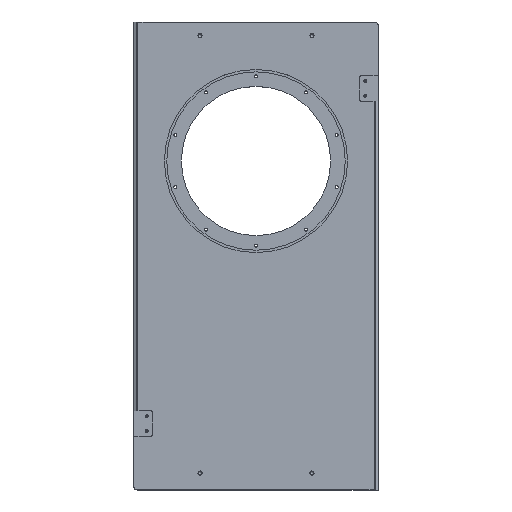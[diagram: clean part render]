
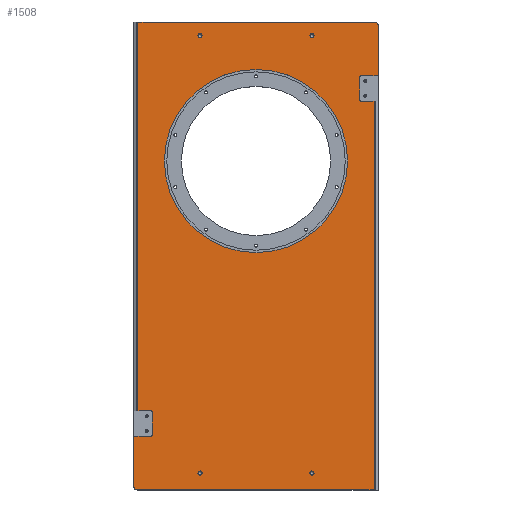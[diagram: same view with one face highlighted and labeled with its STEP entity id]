
A CAD part, top view. The second image highlights one B-rep face of the part: STEP entity #1508.
In plain terms, the highlighted planar face has unit normal (0, 0, 1).
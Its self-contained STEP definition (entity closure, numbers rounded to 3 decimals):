
#45=LINE('',#2349,#160);
#52=LINE('',#2364,#167);
#61=LINE('',#2382,#176);
#68=LINE('',#2396,#183);
#73=LINE('',#2407,#188);
#74=LINE('',#2409,#189);
#75=LINE('',#2413,#190);
#76=LINE('',#2416,#191);
#77=LINE('',#2419,#192);
#78=LINE('',#2421,#193);
#79=LINE('',#2425,#194);
#80=LINE('',#2428,#195);
#160=VECTOR('',#1865,349.);
#167=VECTOR('',#1874,349.);
#176=VECTOR('',#1885,74.);
#183=VECTOR('',#1894,74.);
#188=VECTOR('',#1903,573.);
#189=VECTOR('',#1904,18.);
#190=VECTOR('',#1907,32.);
#191=VECTOR('',#1910,24.);
#192=VECTOR('',#1913,573.);
#193=VECTOR('',#1914,18.);
#194=VECTOR('',#1917,32.);
#195=VECTOR('',#1920,24.);
#313=FACE_BOUND('',#464,.T.);
#314=FACE_BOUND('',#465,.T.);
#315=FACE_BOUND('',#466,.T.);
#316=FACE_BOUND('',#467,.T.);
#317=FACE_BOUND('',#468,.T.);
#363=FACE_OUTER_BOUND('',#463,.T.);
#463=EDGE_LOOP('',(#1109,#1110,#1111,#1112,#1113,#1114,#1115,#1116,#1117,
#1118,#1119,#1120,#1121,#1122,#1123,#1124,#1125,#1126));
#464=EDGE_LOOP('',(#1127));
#465=EDGE_LOOP('',(#1128));
#466=EDGE_LOOP('',(#1129));
#467=EDGE_LOOP('',(#1130));
#468=EDGE_LOOP('',(#1131));
#594=CIRCLE('',#1634,5.);
#595=CIRCLE('',#1635,3.);
#596=CIRCLE('',#1636,3.);
#597=CIRCLE('',#1637,5.);
#598=CIRCLE('',#1638,3.);
#599=CIRCLE('',#1639,3.);
#600=CIRCLE('',#1640,135.);
#601=CIRCLE('',#1641,3.);
#602=CIRCLE('',#1642,3.);
#603=CIRCLE('',#1643,3.);
#604=CIRCLE('',#1644,3.);
#690=VERTEX_POINT('',#2347);
#691=VERTEX_POINT('',#2348);
#697=VERTEX_POINT('',#2362);
#698=VERTEX_POINT('',#2363);
#705=VERTEX_POINT('',#2379);
#706=VERTEX_POINT('',#2381);
#711=VERTEX_POINT('',#2393);
#712=VERTEX_POINT('',#2395);
#716=VERTEX_POINT('',#2406);
#717=VERTEX_POINT('',#2408);
#718=VERTEX_POINT('',#2410);
#719=VERTEX_POINT('',#2412);
#720=VERTEX_POINT('',#2414);
#721=VERTEX_POINT('',#2418);
#722=VERTEX_POINT('',#2420);
#723=VERTEX_POINT('',#2422);
#724=VERTEX_POINT('',#2424);
#725=VERTEX_POINT('',#2426);
#726=VERTEX_POINT('',#2429);
#727=VERTEX_POINT('',#2431);
#728=VERTEX_POINT('',#2433);
#729=VERTEX_POINT('',#2435);
#730=VERTEX_POINT('',#2437);
#844=EDGE_CURVE('',#690,#691,#45,.T.);
#851=EDGE_CURVE('',#697,#698,#52,.T.);
#860=EDGE_CURVE('',#706,#705,#61,.T.);
#867=EDGE_CURVE('',#712,#711,#68,.T.);
#872=EDGE_CURVE('',#711,#697,#594,.T.);
#873=EDGE_CURVE('',#716,#698,#73,.T.);
#874=EDGE_CURVE('',#717,#716,#74,.T.);
#875=EDGE_CURVE('',#717,#718,#595,.F.);
#876=EDGE_CURVE('',#719,#718,#75,.T.);
#877=EDGE_CURVE('',#719,#720,#596,.F.);
#878=EDGE_CURVE('',#706,#720,#76,.T.);
#879=EDGE_CURVE('',#705,#690,#597,.T.);
#880=EDGE_CURVE('',#721,#691,#77,.T.);
#881=EDGE_CURVE('',#722,#721,#78,.T.);
#882=EDGE_CURVE('',#722,#723,#598,.F.);
#883=EDGE_CURVE('',#724,#723,#79,.T.);
#884=EDGE_CURVE('',#724,#725,#599,.F.);
#885=EDGE_CURVE('',#712,#725,#80,.T.);
#886=EDGE_CURVE('',#726,#726,#600,.T.);
#887=EDGE_CURVE('',#727,#727,#601,.F.);
#888=EDGE_CURVE('',#728,#728,#602,.F.);
#889=EDGE_CURVE('',#729,#729,#603,.F.);
#890=EDGE_CURVE('',#730,#730,#604,.F.);
#1109=ORIENTED_EDGE('',*,*,#867,.T.);
#1110=ORIENTED_EDGE('',*,*,#872,.T.);
#1111=ORIENTED_EDGE('',*,*,#851,.T.);
#1112=ORIENTED_EDGE('',*,*,#873,.F.);
#1113=ORIENTED_EDGE('',*,*,#874,.F.);
#1114=ORIENTED_EDGE('',*,*,#875,.T.);
#1115=ORIENTED_EDGE('',*,*,#876,.F.);
#1116=ORIENTED_EDGE('',*,*,#877,.T.);
#1117=ORIENTED_EDGE('',*,*,#878,.F.);
#1118=ORIENTED_EDGE('',*,*,#860,.T.);
#1119=ORIENTED_EDGE('',*,*,#879,.T.);
#1120=ORIENTED_EDGE('',*,*,#844,.T.);
#1121=ORIENTED_EDGE('',*,*,#880,.F.);
#1122=ORIENTED_EDGE('',*,*,#881,.F.);
#1123=ORIENTED_EDGE('',*,*,#882,.T.);
#1124=ORIENTED_EDGE('',*,*,#883,.F.);
#1125=ORIENTED_EDGE('',*,*,#884,.T.);
#1126=ORIENTED_EDGE('',*,*,#885,.F.);
#1127=ORIENTED_EDGE('',*,*,#886,.F.);
#1128=ORIENTED_EDGE('',*,*,#887,.T.);
#1129=ORIENTED_EDGE('',*,*,#888,.T.);
#1130=ORIENTED_EDGE('',*,*,#889,.T.);
#1131=ORIENTED_EDGE('',*,*,#890,.T.);
#1462=PLANE('',#1633);
#1508=ADVANCED_FACE('',(#363,#313,#314,#315,#316,#317),#1462,.T.);
#1633=AXIS2_PLACEMENT_3D('',#2404,#1899,#1900);
#1634=AXIS2_PLACEMENT_3D('',#2405,#1901,#1902);
#1635=AXIS2_PLACEMENT_3D('',#2411,#1905,#1906);
#1636=AXIS2_PLACEMENT_3D('',#2415,#1908,#1909);
#1637=AXIS2_PLACEMENT_3D('',#2417,#1911,#1912);
#1638=AXIS2_PLACEMENT_3D('',#2423,#1915,#1916);
#1639=AXIS2_PLACEMENT_3D('',#2427,#1918,#1919);
#1640=AXIS2_PLACEMENT_3D('',#2430,#1921,#1922);
#1641=AXIS2_PLACEMENT_3D('',#2432,#1923,#1924);
#1642=AXIS2_PLACEMENT_3D('',#2434,#1925,#1926);
#1643=AXIS2_PLACEMENT_3D('',#2436,#1927,#1928);
#1644=AXIS2_PLACEMENT_3D('',#2438,#1929,#1930);
#1865=DIRECTION('',(1.,0.,0.));
#1874=DIRECTION('',(-1.,0.,0.));
#1885=DIRECTION('',(0.,-1.,0.));
#1894=DIRECTION('',(0.,1.,0.));
#1899=DIRECTION('center_axis',(0.,0.,1.));
#1900=DIRECTION('ref_axis',(1.,0.,0.));
#1901=DIRECTION('center_axis',(0.,0.,1.));
#1902=DIRECTION('ref_axis',(1.,0.,0.));
#1903=DIRECTION('',(0.,1.,0.));
#1904=DIRECTION('',(-1.,0.,0.));
#1905=DIRECTION('center_axis',(0.,0.,1.));
#1906=DIRECTION('ref_axis',(1.,0.,0.));
#1907=DIRECTION('',(0.,1.,0.));
#1908=DIRECTION('center_axis',(0.,0.,1.));
#1909=DIRECTION('ref_axis',(1.,0.,0.));
#1910=DIRECTION('',(1.,0.,0.));
#1911=DIRECTION('center_axis',(0.,0.,1.));
#1912=DIRECTION('ref_axis',(1.,0.,0.));
#1913=DIRECTION('',(0.,-1.,0.));
#1914=DIRECTION('',(1.,0.,0.));
#1915=DIRECTION('center_axis',(0.,0.,1.));
#1916=DIRECTION('ref_axis',(1.,0.,0.));
#1917=DIRECTION('',(0.,-1.,0.));
#1918=DIRECTION('center_axis',(0.,0.,1.));
#1919=DIRECTION('ref_axis',(1.,0.,0.));
#1920=DIRECTION('',(-1.,0.,0.));
#1921=DIRECTION('center_axis',(0.,0.,1.));
#1922=DIRECTION('ref_axis',(1.,0.,0.));
#1923=DIRECTION('center_axis',(0.,0.,1.));
#1924=DIRECTION('ref_axis',(1.,0.,0.));
#1925=DIRECTION('center_axis',(0.,0.,1.));
#1926=DIRECTION('ref_axis',(1.,0.,0.));
#1927=DIRECTION('center_axis',(0.,0.,1.));
#1928=DIRECTION('ref_axis',(1.,0.,0.));
#1929=DIRECTION('center_axis',(0.,0.,1.));
#1930=DIRECTION('ref_axis',(1.,0.,0.));
#2347=CARTESIAN_POINT('',(5.,0.,15.875));
#2348=CARTESIAN_POINT('',(354.,0.,15.875));
#2349=CARTESIAN_POINT('',(5.,0.,15.875));
#2362=CARTESIAN_POINT('',(355.,690.,15.875));
#2363=CARTESIAN_POINT('',(6.,690.,15.875));
#2364=CARTESIAN_POINT('',(355.,690.,15.875));
#2379=CARTESIAN_POINT('',(0.,5.,15.875));
#2381=CARTESIAN_POINT('',(0.,79.,15.875));
#2382=CARTESIAN_POINT('',(0.,79.,15.875));
#2393=CARTESIAN_POINT('',(360.,685.,15.875));
#2395=CARTESIAN_POINT('',(360.,611.,15.875));
#2396=CARTESIAN_POINT('',(360.,611.,15.875));
#2404=CARTESIAN_POINT('Origin',(180.,485.,15.875));
#2405=CARTESIAN_POINT('Origin',(355.,685.,15.875));
#2406=CARTESIAN_POINT('',(6.,117.,15.875));
#2407=CARTESIAN_POINT('',(6.,117.,15.875));
#2408=CARTESIAN_POINT('',(24.,117.,15.875));
#2409=CARTESIAN_POINT('',(24.,117.,15.875));
#2410=CARTESIAN_POINT('',(27.,114.,15.875));
#2411=CARTESIAN_POINT('Origin',(24.,114.,15.875));
#2412=CARTESIAN_POINT('',(27.,82.,15.875));
#2413=CARTESIAN_POINT('',(27.,82.,15.875));
#2414=CARTESIAN_POINT('',(24.,79.,15.875));
#2415=CARTESIAN_POINT('Origin',(24.,82.,15.875));
#2416=CARTESIAN_POINT('',(0.,79.,15.875));
#2417=CARTESIAN_POINT('Origin',(5.,5.,15.875));
#2418=CARTESIAN_POINT('',(354.,573.,15.875));
#2419=CARTESIAN_POINT('',(354.,573.,15.875));
#2420=CARTESIAN_POINT('',(336.,573.,15.875));
#2421=CARTESIAN_POINT('',(336.,573.,15.875));
#2422=CARTESIAN_POINT('',(333.,576.,15.875));
#2423=CARTESIAN_POINT('Origin',(336.,576.,15.875));
#2424=CARTESIAN_POINT('',(333.,608.,15.875));
#2425=CARTESIAN_POINT('',(333.,608.,15.875));
#2426=CARTESIAN_POINT('',(336.,611.,15.875));
#2427=CARTESIAN_POINT('Origin',(336.,608.,15.875));
#2428=CARTESIAN_POINT('',(360.,611.,15.875));
#2429=CARTESIAN_POINT('',(45.,485.,15.875));
#2430=CARTESIAN_POINT('Origin',(180.,485.,15.875));
#2431=CARTESIAN_POINT('',(259.55,670.,15.875));
#2432=CARTESIAN_POINT('Origin',(262.55,670.,15.875));
#2433=CARTESIAN_POINT('',(94.45,670.,15.875));
#2434=CARTESIAN_POINT('Origin',(97.45,670.,15.875));
#2435=CARTESIAN_POINT('',(259.55,25.,15.875));
#2436=CARTESIAN_POINT('Origin',(262.55,25.,15.875));
#2437=CARTESIAN_POINT('',(94.45,25.,15.875));
#2438=CARTESIAN_POINT('Origin',(97.45,25.,15.875));
